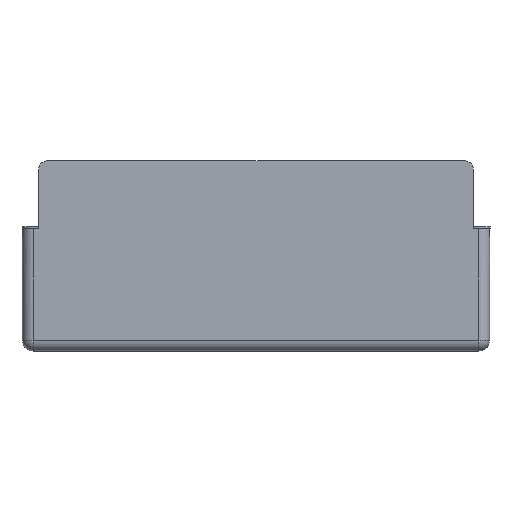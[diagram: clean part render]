
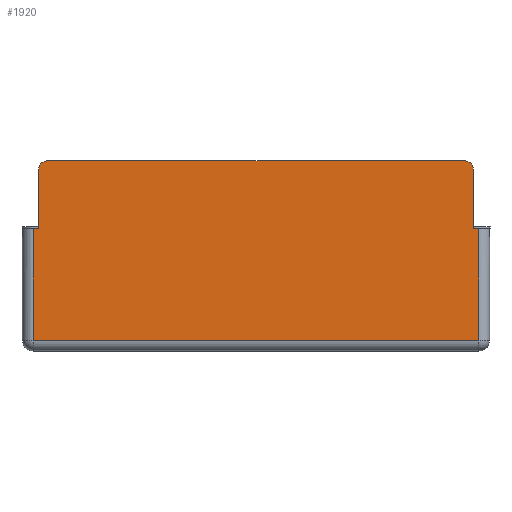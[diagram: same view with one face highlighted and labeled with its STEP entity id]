
A CAD part, left-side view. The second image highlights one B-rep face of the part: STEP entity #1920.
In plain terms, the highlighted planar face has unit normal (-1, 0, 0).
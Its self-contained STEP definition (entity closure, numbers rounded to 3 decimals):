
#55 = VERTEX_POINT ( 'NONE', #5530 ) ;
#76 = EDGE_CURVE ( 'NONE', #1192, #2590, #3189, .T. ) ;
#79 = DIRECTION ( 'NONE',  ( 0., 0., 1. ) ) ;
#164 = CARTESIAN_POINT ( 'NONE',  ( -26.5, -77., 22. ) ) ;
#347 = CARTESIAN_POINT ( 'NONE',  ( -26.5, -80., 25. ) ) ;
#400 = CARTESIAN_POINT ( 'NONE',  ( -26.5, -82., -41. ) ) ;
#451 = VERTEX_POINT ( 'NONE', #2849 ) ;
#457 = ORIENTED_EDGE ( 'NONE', *, *, #2920, .T. ) ;
#513 = CARTESIAN_POINT ( 'NONE',  ( -26.5, 80., 22. ) ) ;
#571 = CARTESIAN_POINT ( 'NONE',  ( -26.5, -80., 0. ) ) ;
#618 = EDGE_LOOP ( 'NONE', ( #3730, #4032, #1595, #457, #1614, #3809, #3355, #3550, #2850, #5373 ) ) ;
#621 = LINE ( 'NONE', #5167, #1736 ) ;
#711 = LINE ( 'NONE', #347, #2894 ) ;
#719 = EDGE_CURVE ( 'NONE', #1192, #451, #2720, .T. ) ;
#746 = VECTOR ( 'NONE', #2736, 1000. ) ;
#872 = VERTEX_POINT ( 'NONE', #1604 ) ;
#884 = DIRECTION ( 'NONE',  ( 0., -1., 0. ) ) ;
#901 = CIRCLE ( 'NONE', #3140, 3. ) ;
#969 = EDGE_CURVE ( 'NONE', #451, #5332, #621, .T. ) ;
#1016 = PLANE ( 'NONE',  #2077 ) ;
#1034 = EDGE_CURVE ( 'NONE', #5332, #4946, #3891, .T. ) ;
#1035 = VECTOR ( 'NONE', #5044, 1000. ) ;
#1036 = CARTESIAN_POINT ( 'NONE',  ( -26.5, 80., 0. ) ) ;
#1093 = CARTESIAN_POINT ( 'NONE',  ( -26.5, 86., 0. ) ) ;
#1134 = DIRECTION ( 'NONE',  ( 0., -1., 0. ) ) ;
#1192 = VERTEX_POINT ( 'NONE', #2528 ) ;
#1223 = VERTEX_POINT ( 'NONE', #571 ) ;
#1375 = LINE ( 'NONE', #4512, #746 ) ;
#1495 = DIRECTION ( 'NONE',  ( 0., -1., 0. ) ) ;
#1595 = ORIENTED_EDGE ( 'NONE', *, *, #3557, .F. ) ;
#1604 = CARTESIAN_POINT ( 'NONE',  ( -26.5, -80., 22. ) ) ;
#1614 = ORIENTED_EDGE ( 'NONE', *, *, #5082, .T. ) ;
#1736 = VECTOR ( 'NONE', #5648, 1000. ) ;
#1793 = DIRECTION ( 'NONE',  ( -1., 0., 0. ) ) ;
#1862 = FACE_OUTER_BOUND ( 'NONE', #618, .T. ) ;
#1920 = ADVANCED_FACE ( 'NONE', ( #1862 ), #1016, .T. ) ;
#2077 = AXIS2_PLACEMENT_3D ( 'NONE', #2814, #3633, #4978 ) ;
#2133 = DIRECTION ( 'NONE',  ( 0., 0., -1. ) ) ;
#2300 = DIRECTION ( 'NONE',  ( -1., 0., 0. ) ) ;
#2528 = CARTESIAN_POINT ( 'NONE',  ( -26.5, 82., 0. ) ) ;
#2590 = VERTEX_POINT ( 'NONE', #1036 ) ;
#2690 = CARTESIAN_POINT ( 'NONE',  ( -26.5, -82., 0. ) ) ;
#2720 = LINE ( 'NONE', #3899, #3551 ) ;
#2736 = DIRECTION ( 'NONE',  ( 0., -1., 0. ) ) ;
#2814 = CARTESIAN_POINT ( 'NONE',  ( -26.5, 86., -45. ) ) ;
#2849 = CARTESIAN_POINT ( 'NONE',  ( -26.5, 82., -41. ) ) ;
#2850 = ORIENTED_EDGE ( 'NONE', *, *, #1034, .T. ) ;
#2894 = VECTOR ( 'NONE', #2133, 1000. ) ;
#2920 = EDGE_CURVE ( 'NONE', #55, #3815, #5204, .T. ) ;
#3019 = EDGE_CURVE ( 'NONE', #872, #5394, #901, .T. ) ;
#3140 = AXIS2_PLACEMENT_3D ( 'NONE', #164, #2300, #1495 ) ;
#3166 = VECTOR ( 'NONE', #4074, 1000. ) ;
#3189 = LINE ( 'NONE', #1093, #5670 ) ;
#3204 = CARTESIAN_POINT ( 'NONE',  ( -26.5, 80., 25. ) ) ;
#3257 = EDGE_CURVE ( 'NONE', #1223, #4946, #1375, .T. ) ;
#3355 = ORIENTED_EDGE ( 'NONE', *, *, #719, .T. ) ;
#3519 = CARTESIAN_POINT ( 'NONE',  ( -26.5, -82., -45. ) ) ;
#3550 = ORIENTED_EDGE ( 'NONE', *, *, #969, .T. ) ;
#3551 = VECTOR ( 'NONE', #4638, 1000. ) ;
#3557 = EDGE_CURVE ( 'NONE', #55, #5394, #4860, .T. ) ;
#3633 = DIRECTION ( 'NONE',  ( -1., 0., 0. ) ) ;
#3730 = ORIENTED_EDGE ( 'NONE', *, *, #4806, .F. ) ;
#3809 = ORIENTED_EDGE ( 'NONE', *, *, #76, .F. ) ;
#3815 = VERTEX_POINT ( 'NONE', #513 ) ;
#3891 = LINE ( 'NONE', #3519, #4599 ) ;
#3899 = CARTESIAN_POINT ( 'NONE',  ( -26.5, 82., -45. ) ) ;
#4032 = ORIENTED_EDGE ( 'NONE', *, *, #3019, .T. ) ;
#4074 = DIRECTION ( 'NONE',  ( 0., 0., -1. ) ) ;
#4119 = CARTESIAN_POINT ( 'NONE',  ( -26.5, -80., 25. ) ) ;
#4339 = LINE ( 'NONE', #3204, #3166 ) ;
#4462 = CARTESIAN_POINT ( 'NONE',  ( -26.5, 77., 22. ) ) ;
#4512 = CARTESIAN_POINT ( 'NONE',  ( -26.5, 86., 0. ) ) ;
#4599 = VECTOR ( 'NONE', #79, 1000. ) ;
#4638 = DIRECTION ( 'NONE',  ( 0., 0., -1. ) ) ;
#4806 = EDGE_CURVE ( 'NONE', #872, #1223, #711, .T. ) ;
#4860 = LINE ( 'NONE', #4119, #1035 ) ;
#4946 = VERTEX_POINT ( 'NONE', #2690 ) ;
#4978 = DIRECTION ( 'NONE',  ( 0., -1., 0. ) ) ;
#5044 = DIRECTION ( 'NONE',  ( 0., -1., 0. ) ) ;
#5082 = EDGE_CURVE ( 'NONE', #3815, #2590, #4339, .T. ) ;
#5167 = CARTESIAN_POINT ( 'NONE',  ( -26.5, -86., -41. ) ) ;
#5204 = CIRCLE ( 'NONE', #5619, 3. ) ;
#5332 = VERTEX_POINT ( 'NONE', #400 ) ;
#5373 = ORIENTED_EDGE ( 'NONE', *, *, #3257, .F. ) ;
#5394 = VERTEX_POINT ( 'NONE', #5403 ) ;
#5403 = CARTESIAN_POINT ( 'NONE',  ( -26.5, -77., 25. ) ) ;
#5530 = CARTESIAN_POINT ( 'NONE',  ( -26.5, 77., 25. ) ) ;
#5619 = AXIS2_PLACEMENT_3D ( 'NONE', #4462, #1793, #884 ) ;
#5648 = DIRECTION ( 'NONE',  ( 0., -1., 0. ) ) ;
#5670 = VECTOR ( 'NONE', #1134, 1000. ) ;
